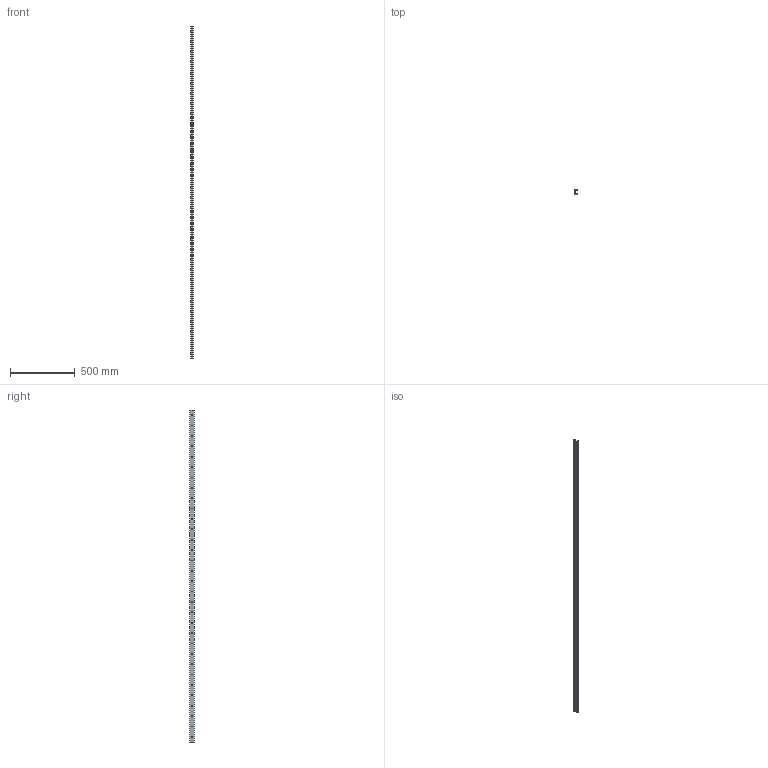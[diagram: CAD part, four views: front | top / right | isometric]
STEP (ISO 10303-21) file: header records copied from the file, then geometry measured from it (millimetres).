
FILE_DESCRIPTION(/* description */ ('Alibre Inc.'),/* implementation_level */ '2;1');
FILE_NAME(/* name */ 'export0',/* time_stamp */ '2010-12-08T16:56:41+01:00',/* author */ (''),/* organization */ (''),/* preprocessor_version */ 'ST-DEVELOPER v10',/* originating_system */ 'Alibre',/* authorisation */ '');
FILE_SCHEMA (('AUTOMOTIVE_DESIGN'));
Length unit declared in the file: millimetre
Bounding box: 16.5 x 35 x 2560 mm (x, y, z)
Volume: 557055 mm3; surface area: 322117 mm2
Topology: 1 solids, 1 shells, 92 faces, 270 edges, 180 vertices
Faces by surface type: cylinder 45, cone 32, plane 15
Full cylindrical faces by diameter (mm): 6.6 x32
Entity records: 2636 total; most frequent: DIRECTION 465, CARTESIAN_POINT 414, ORIENTED_EDGE 348, EDGE_LOOP 220, FACE_BOUND 220, AXIS2_PLACEMENT_3D 214, EDGE_CURVE 174, VERTEX_POINT 148
